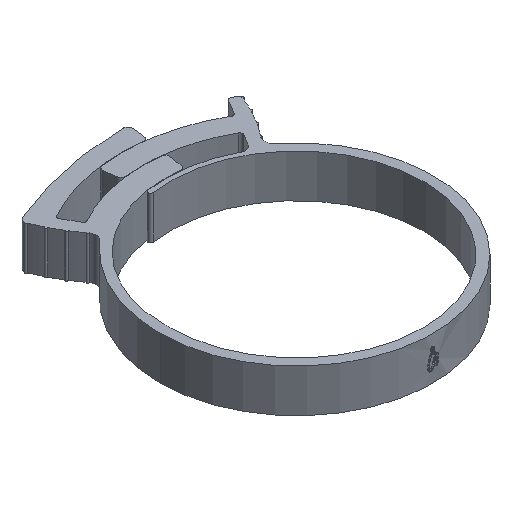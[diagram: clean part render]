
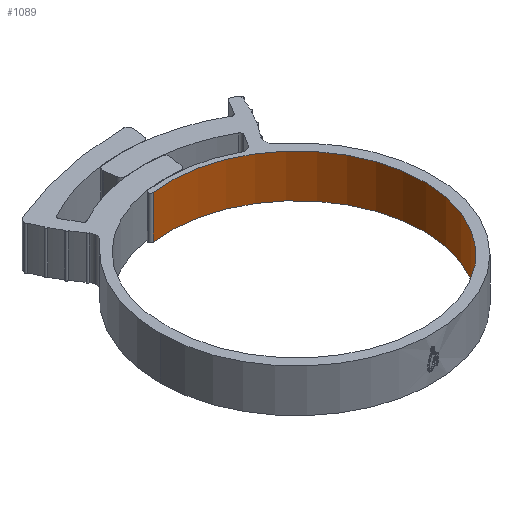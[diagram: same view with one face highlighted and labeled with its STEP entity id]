
A CAD part, isometric view. The second image highlights one B-rep face of the part: STEP entity #1089.
In plain terms, the highlighted cylindrical face has radius 26.8 mm (diameter 53.6 mm), a partial arc.
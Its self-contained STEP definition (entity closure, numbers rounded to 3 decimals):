
#173 = CARTESIAN_POINT ( 'NONE',  ( -3.8, 26.529, 4.55 ) ) ;
#356 = CIRCLE ( 'NONE', #3038, 26.8 ) ;
#422 = EDGE_CURVE ( 'NONE', #6012, #6483, #356, .T. ) ;
#462 = EDGE_CURVE ( 'NONE', #6012, #481, #4190, .T. ) ;
#481 = VERTEX_POINT ( 'NONE', #3203 ) ;
#623 = CARTESIAN_POINT ( 'NONE',  ( -3.8, 26.529, 4.55 ) ) ;
#699 = CARTESIAN_POINT ( 'NONE',  ( 0., 0., -4.55 ) ) ;
#1009 = CYLINDRICAL_SURFACE ( 'NONE', #3579, 26.8 ) ;
#1068 = LINE ( 'NONE', #6208, #2609 ) ;
#1089 = ADVANCED_FACE ( 'NONE', ( #1893 ), #1009, .F. ) ;
#1103 = DIRECTION ( 'NONE',  ( 0., 0., -1. ) ) ;
#1178 = CARTESIAN_POINT ( 'NONE',  ( 0., 0., 4.55 ) ) ;
#1333 = EDGE_LOOP ( 'NONE', ( #4173, #4604, #3567, #6318 ) ) ;
#1488 = EDGE_CURVE ( 'NONE', #6483, #2875, #1068, .T. ) ;
#1776 = CARTESIAN_POINT ( 'NONE',  ( -26.8, 0., -4.55 ) ) ;
#1861 = VECTOR ( 'NONE', #6213, 1000. ) ;
#1893 = FACE_OUTER_BOUND ( 'NONE', #1333, .T. ) ;
#2205 = CIRCLE ( 'NONE', #4355, 26.8 ) ;
#2240 = DIRECTION ( 'NONE',  ( -1., 0., 0. ) ) ;
#2455 = CARTESIAN_POINT ( 'NONE',  ( 0., 0., 4.55 ) ) ;
#2609 = VECTOR ( 'NONE', #2610, 1000. ) ;
#2610 = DIRECTION ( 'NONE',  ( 0., 0., -1. ) ) ;
#2746 = DIRECTION ( 'NONE',  ( 0., 0., -1. ) ) ;
#2875 = VERTEX_POINT ( 'NONE', #1776 ) ;
#2992 = DIRECTION ( 'NONE',  ( 0., 0., -1. ) ) ;
#3038 = AXIS2_PLACEMENT_3D ( 'NONE', #1178, #1103, #4751 ) ;
#3203 = CARTESIAN_POINT ( 'NONE',  ( -3.8, 26.529, -4.55 ) ) ;
#3567 = ORIENTED_EDGE ( 'NONE', *, *, #422, .F. ) ;
#3579 = AXIS2_PLACEMENT_3D ( 'NONE', #2455, #2992, #4496 ) ;
#4061 = EDGE_CURVE ( 'NONE', #481, #2875, #2205, .T. ) ;
#4173 = ORIENTED_EDGE ( 'NONE', *, *, #4061, .T. ) ;
#4190 = LINE ( 'NONE', #173, #1861 ) ;
#4252 = CARTESIAN_POINT ( 'NONE',  ( -26.8, 0., 4.55 ) ) ;
#4355 = AXIS2_PLACEMENT_3D ( 'NONE', #699, #2746, #2240 ) ;
#4496 = DIRECTION ( 'NONE',  ( -1., 0., 0. ) ) ;
#4604 = ORIENTED_EDGE ( 'NONE', *, *, #1488, .F. ) ;
#4751 = DIRECTION ( 'NONE',  ( -1., 0., 0. ) ) ;
#6012 = VERTEX_POINT ( 'NONE', #623 ) ;
#6208 = CARTESIAN_POINT ( 'NONE',  ( -26.8, 0., 4.55 ) ) ;
#6213 = DIRECTION ( 'NONE',  ( 0., 0., -1. ) ) ;
#6318 = ORIENTED_EDGE ( 'NONE', *, *, #462, .T. ) ;
#6483 = VERTEX_POINT ( 'NONE', #4252 ) ;
